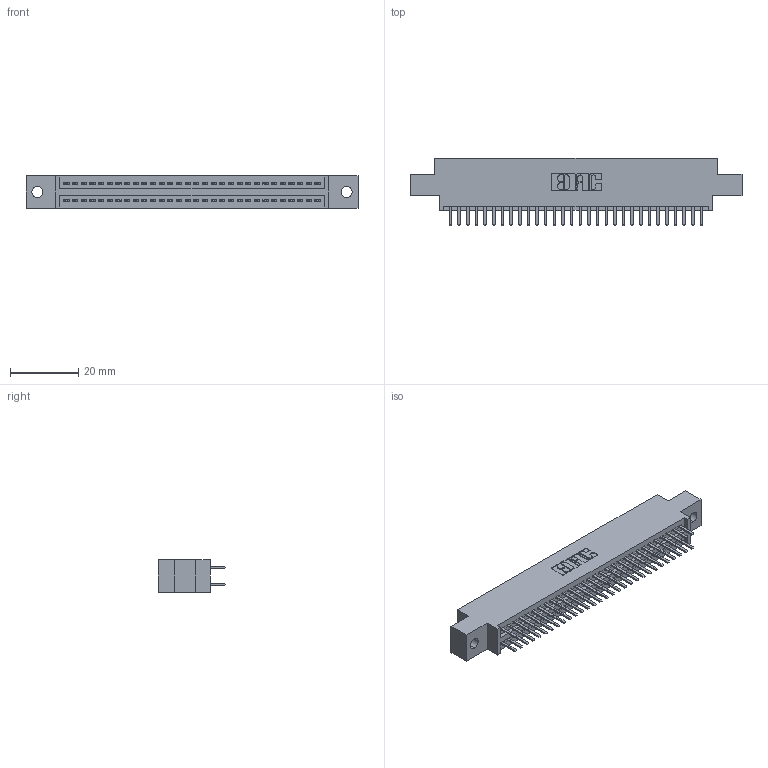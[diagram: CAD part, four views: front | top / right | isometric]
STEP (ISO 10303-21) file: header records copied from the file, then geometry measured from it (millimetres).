
FILE_DESCRIPTION (( 'STEP AP203' ), '1' );
FILE_NAME ('395-060-520-802.STEP', '2019-10-23T13:27:32', ( '' ), ( '' ), 'SwSTEP 2.0', 'SolidWorks 2016', '' );
FILE_SCHEMA (( 'CONFIG_CONTROL_DESIGN' ));
Length unit declared in the file: inch
Products named in the file (3): 345 Part_0.170 Offset - 0.128 Dia; 345-292-001_345-293-120; 395-060-520-802
Assembly tree (61 placements, depth 2):
  395-060-520-802
    345 Part_0.170 Offset - 0.128 Dia
    345-292-001_345-293-120  x60
Bounding box: 97.41 x 19.68 x 9.4 mm (x, y, z)
Volume: 9174.6 mm3; surface area: 13143.8 mm2
Topology: 61 solids, 61 shells, 3370 faces, 9773 edges, 6354 vertices
Faces by surface type: plane 2184, cylinder 1186
Entity records: 25403 total; most frequent: CARTESIAN_POINT 4284, ORIENTED_EDGE 4206, DIRECTION 3779, EDGE_CURVE 2103, VECTOR 1847, LINE 1847, VERTEX_POINT 1398, AXIS2_PLACEMENT_3D 966
